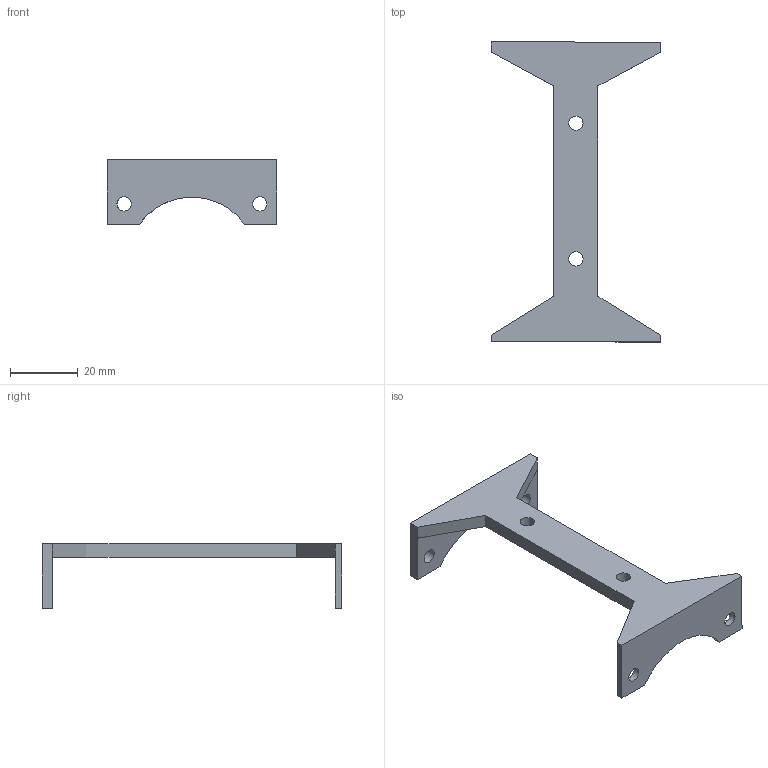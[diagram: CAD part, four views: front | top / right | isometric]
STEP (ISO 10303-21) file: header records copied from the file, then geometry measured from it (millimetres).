
FILE_DESCRIPTION(/* description */ (''),/* implementation_level */ '2;1');
FILE_NAME(/* name */ 'sdrac_board_holder v34.step',/* time_stamp */ '2024-05-28T16:31:40+02:00',/* author */ (''),/* organization */ (''),/* preprocessor_version */ 'ST-DEVELOPER v20',/* originating_system */ 'Autodesk Translation Framework v13.14.0.145',/* authorisation */ '');
FILE_SCHEMA (('AUTOMOTIVE_DESIGN { 1 0 10303 214 3 1 1 }'));
Length unit declared in the file: millimetre
Products named in the file (1): sdrac_board_holder
Bounding box: 50.05 x 88.41 x 19 mm (x, y, z)
Volume: 9550.5 mm3; surface area: 7290.2 mm2
Topology: 1 solids, 1 shells, 28 faces, 74 edges, 48 vertices
Faces by surface type: plane 20, cylinder 8
Full cylindrical faces by diameter (mm): 4.2 x6
Entity records: 919 total; most frequent: CARTESIAN_POINT 151, ORIENTED_EDGE 148, DIRECTION 148, EDGE_CURVE 74, LINE 58, VECTOR 58, VERTEX_POINT 48, AXIS2_PLACEMENT_3D 45
